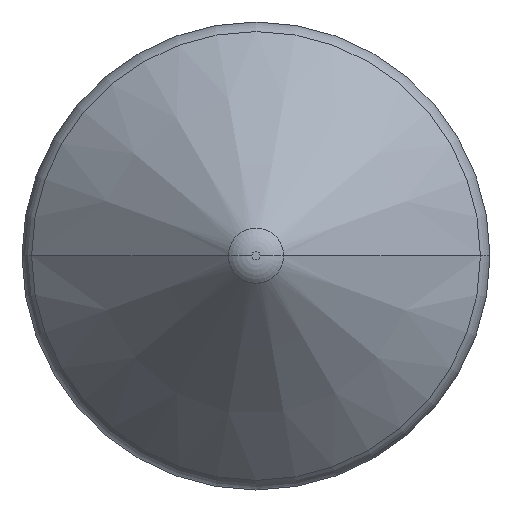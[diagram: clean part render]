
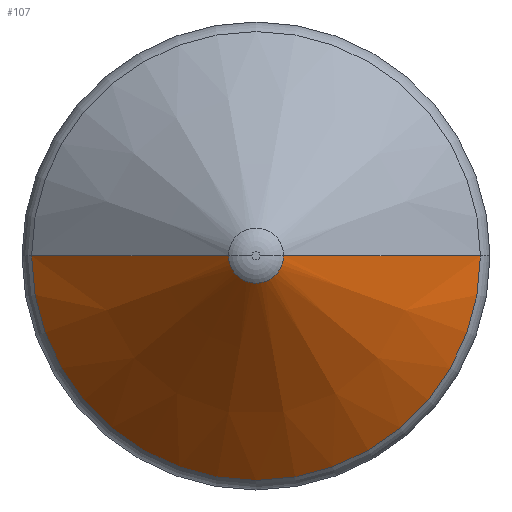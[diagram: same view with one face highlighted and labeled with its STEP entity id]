
A CAD part, top view. The second image highlights one B-rep face of the part: STEP entity #107.
In plain terms, the highlighted conical face has half-angle 45 degrees and reference radius 0.666 mm.
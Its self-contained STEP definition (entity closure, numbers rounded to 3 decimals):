
#68 = VERTEX_POINT ( 'NONE', #291 ) ;
#69 = ORIENTED_EDGE ( 'NONE', *, *, #146, .F. ) ;
#73 = VERTEX_POINT ( 'NONE', #389 ) ;
#103 = EDGE_LOOP ( 'NONE', ( #69, #207, #223, #219 ) ) ;
#105 = EDGE_CURVE ( 'NONE', #149, #116, #531, .T. ) ;
#107 = ADVANCED_FACE ( 'NONE', ( #536 ), #610, .T. ) ;
#116 = VERTEX_POINT ( 'NONE', #535 ) ;
#146 = EDGE_CURVE ( 'NONE', #149, #68, #560, .T. ) ;
#148 = EDGE_CURVE ( 'NONE', #116, #73, #542, .T. ) ;
#149 = VERTEX_POINT ( 'NONE', #439 ) ;
#206 = EDGE_CURVE ( 'NONE', #68, #73, #631, .T. ) ;
#207 = ORIENTED_EDGE ( 'NONE', *, *, #105, .T. ) ;
#219 = ORIENTED_EDGE ( 'NONE', *, *, #206, .F. ) ;
#223 = ORIENTED_EDGE ( 'NONE', *, *, #148, .T. ) ;
#291 = CARTESIAN_POINT ( 'NONE',  ( 5.41, 0., 85.021 ) ) ;
#389 = CARTESIAN_POINT ( 'NONE',  ( -5.41, 0., 85.021 ) ) ;
#428 = DIRECTION ( 'NONE',  ( -0.707, 0., -0.707 ) ) ;
#429 = VECTOR ( 'NONE', #428, 1000. ) ;
#430 = CARTESIAN_POINT ( 'NONE',  ( -0.666, 0., 89.766 ) ) ;
#436 = DIRECTION ( 'NONE',  ( 0.707, 0., -0.707 ) ) ;
#437 = VECTOR ( 'NONE', #436, 1000. ) ;
#438 = CARTESIAN_POINT ( 'NONE',  ( 0.666, 0., 89.766 ) ) ;
#439 = CARTESIAN_POINT ( 'NONE',  ( 0.666, 0., 89.766 ) ) ;
#519 = DIRECTION ( 'NONE',  ( -1., 0., 0. ) ) ;
#531 = CIRCLE ( 'NONE', #537, 0.666 ) ;
#535 = CARTESIAN_POINT ( 'NONE',  ( -0.666, 0., 89.766 ) ) ;
#536 = FACE_OUTER_BOUND ( 'NONE', #103, .T. ) ;
#537 = AXIS2_PLACEMENT_3D ( 'NONE', #613, #612, #611 ) ;
#542 = LINE ( 'NONE', #430, #429 ) ;
#560 = LINE ( 'NONE', #438, #437 ) ;
#588 = AXIS2_PLACEMENT_3D ( 'NONE', #589, #593, #519 ) ;
#589 = CARTESIAN_POINT ( 'NONE',  ( 0., 0., 89.766 ) ) ;
#593 = DIRECTION ( 'NONE',  ( 0., 0., -1. ) ) ;
#610 = CONICAL_SURFACE ( 'NONE', #588, 0.666, 0.785 ) ;
#611 = DIRECTION ( 'NONE',  ( -1., 0., 0. ) ) ;
#612 = DIRECTION ( 'NONE',  ( 0., 0., -1. ) ) ;
#613 = CARTESIAN_POINT ( 'NONE',  ( 0., 0., 89.766 ) ) ;
#623 = AXIS2_PLACEMENT_3D ( 'NONE', #630, #629, #686 ) ;
#629 = DIRECTION ( 'NONE',  ( 0., 0., -1. ) ) ;
#630 = CARTESIAN_POINT ( 'NONE',  ( 0., 0., 85.021 ) ) ;
#631 = CIRCLE ( 'NONE', #623, 5.41 ) ;
#686 = DIRECTION ( 'NONE',  ( -1., 0., 0. ) ) ;
